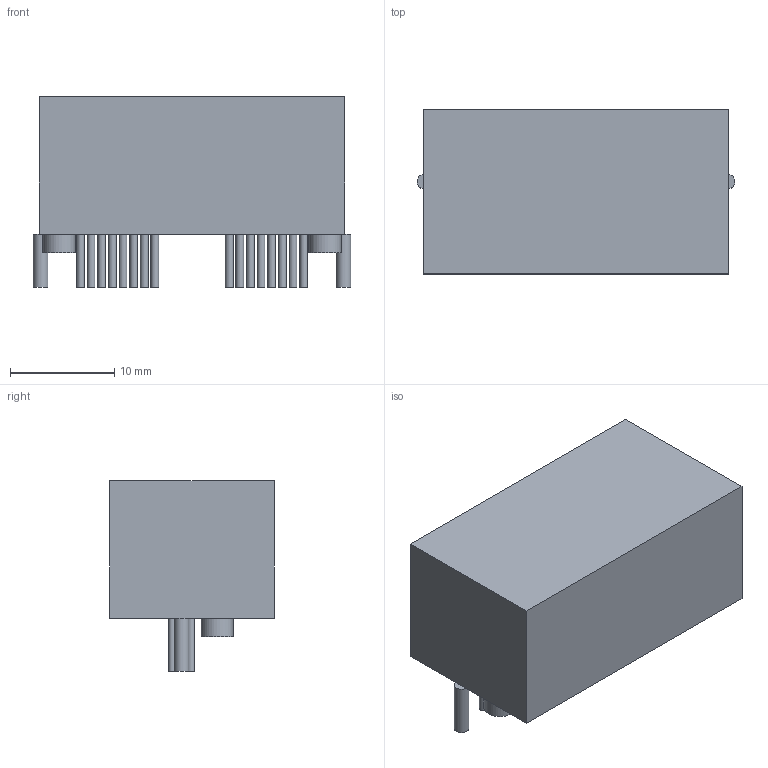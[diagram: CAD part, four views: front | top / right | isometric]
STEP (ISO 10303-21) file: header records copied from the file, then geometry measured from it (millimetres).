
FILE_DESCRIPTION(('FreeCAD Model'),'2;1');
FILE_NAME('2034046.1.2.stp','2020-04-10T20:43:54',( 'Author'),(''),'Open CASCADE STEP processor 6.9','FreeCAD','Unknown' );
FILE_SCHEMA(('AUTOMOTIVE_DESIGN { 1 0 10303 214 1 1 1 1 }'));
Length unit declared in the file: millimetre
Products named in the file (4): ASSEMBLY; Body; Lugs; Leads
Assembly tree (41 placements, depth 2):
  ASSEMBLY
    Body
    Lugs  x20
    Leads  x20
Bounding box: 30.49 x 15.75 x 18.3 mm (x, y, z)
Volume: 7664 mm3; surface area: 8524.5 mm2
Topology: 401 solids, 401 shells, 1206 faces, 1212 edges, 808 vertices
Faces by surface type: plane 806, cylinder 400
Full cylindrical faces by diameter (mm): 0.74 x320, 1.42 x40, 3.1 x40
Entity records: 2714 total; most frequent: DIRECTION 472, CARTESIAN_POINT 372, AXIS2_PLACEMENT_3D 148, ORIENTED_EDGE 144, PCURVE 144, DEFINITIONAL_REPRESENTATION 144, LINE 136, VECTOR 136
